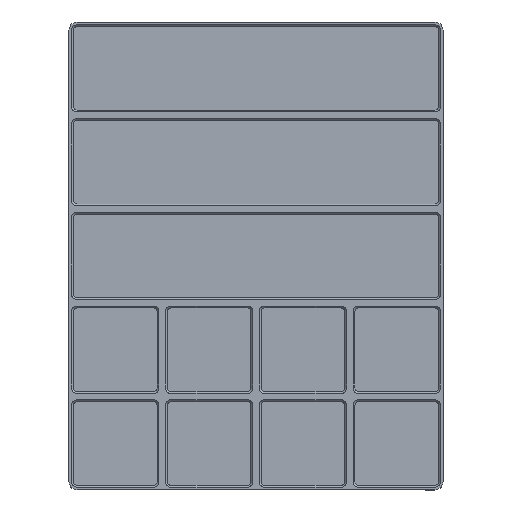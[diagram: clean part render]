
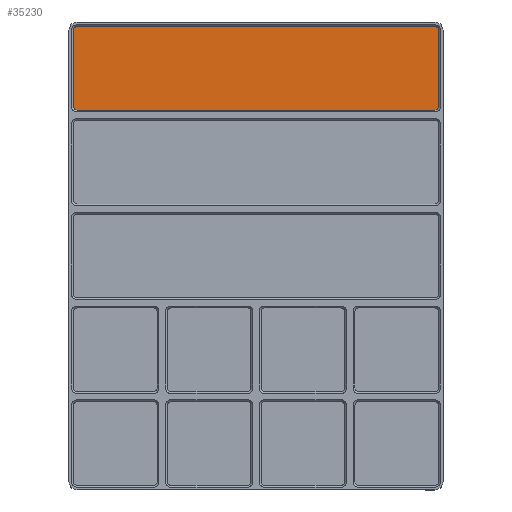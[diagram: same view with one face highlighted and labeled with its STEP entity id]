
A CAD part, top view. The second image highlights one B-rep face of the part: STEP entity #35230.
In plain terms, the highlighted planar face has unit normal (0, 0, 1).
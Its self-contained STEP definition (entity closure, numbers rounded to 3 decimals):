
#14950=CARTESIAN_POINT('',(129.85,291.75,7.));
#14960=VERTEX_POINT('',#14950);
#14990=CARTESIAN_POINT('',(129.85,290.15,7.));
#15000=DIRECTION('',(0.,0.,-1.));
#15010=DIRECTION('',(-1.,0.,0.));
#15020=AXIS2_PLACEMENT_3D('',#14990,#15000,#15010);
#15030=CIRCLE('',#15020,1.6);
#15040=CARTESIAN_POINT('',(128.25,290.15,7.));
#15050=VERTEX_POINT('',#15040);
#15060=EDGE_CURVE('',#15050,#14960,#15030,.T.);
#23770=CARTESIAN_POINT('',(291.75,289.,7.));
#23780=DIRECTION('',(0.,-1.,0.));
#23790=VECTOR('',#23780,1.);
#23800=LINE('',#23770,#23790);
#23810=CARTESIAN_POINT('',(291.75,290.15,7.));
#23820=VERTEX_POINT('',#23810);
#23830=CARTESIAN_POINT('',(291.75,255.85,7.));
#23840=VERTEX_POINT('',#23830);
#23850=EDGE_CURVE('',#23820,#23840,#23800,.T.);
#34670=CARTESIAN_POINT('',(147.,273.,7.));
#34680=DIRECTION('',(0.,0.,1.));
#34690=DIRECTION('',(1.,0.,0.));
#34700=AXIS2_PLACEMENT_3D('',#34670,#34680,#34690);
#34710=PLANE('',#34700);
#34720=ORIENTED_EDGE('',*,*,#15060,.F.);
#34730=CARTESIAN_POINT('',(257.,291.75,7.));
#34740=DIRECTION('',(1.,0.,0.));
#34750=VECTOR('',#34740,1.);
#34760=LINE('',#34730,#34750);
#34770=CARTESIAN_POINT('',(290.15,291.75,7.));
#34780=VERTEX_POINT('',#34770);
#34790=EDGE_CURVE('',#14960,#34780,#34760,.T.);
#34800=ORIENTED_EDGE('',*,*,#34790,.F.);
#34810=CARTESIAN_POINT('',(290.15,290.15,7.));
#34820=DIRECTION('',(0.,0.,-1.));
#34830=DIRECTION('',(-1.,0.,0.));
#34840=AXIS2_PLACEMENT_3D('',#34810,#34820,#34830);
#34850=CIRCLE('',#34840,1.6);
#34860=EDGE_CURVE('',#34780,#23820,#34850,.T.);
#34870=ORIENTED_EDGE('',*,*,#34860,.F.);
#34880=ORIENTED_EDGE('',*,*,#23850,.F.);
#34890=CARTESIAN_POINT('',(290.15,255.85,7.));
#34900=DIRECTION('',(0.,0.,-1.));
#34910=DIRECTION('',(-1.,0.,0.));
#34920=AXIS2_PLACEMENT_3D('',#34890,#34900,#34910);
#34930=CIRCLE('',#34920,1.6);
#34940=CARTESIAN_POINT('',(290.15,254.25,7.));
#34950=VERTEX_POINT('',#34940);
#34960=EDGE_CURVE('',#23840,#34950,#34930,.T.);
#34970=ORIENTED_EDGE('',*,*,#34960,.F.);
#34980=CARTESIAN_POINT('',(163.,254.25,7.));
#34990=DIRECTION('',(-1.,0.,0.));
#35000=VECTOR('',#34990,1.);
#35010=LINE('',#34980,#35000);
#35020=CARTESIAN_POINT('',(129.85,254.25,7.));
#35030=VERTEX_POINT('',#35020);
#35040=EDGE_CURVE('',#34950,#35030,#35010,.T.);
#35050=ORIENTED_EDGE('',*,*,#35040,.F.);
#35060=CARTESIAN_POINT('',(129.85,255.85,7.));
#35070=DIRECTION('',(0.,0.,-1.));
#35080=DIRECTION('',(-1.,0.,0.));
#35090=AXIS2_PLACEMENT_3D('',#35060,#35070,#35080);
#35100=CIRCLE('',#35090,1.6);
#35110=CARTESIAN_POINT('',(128.25,255.85,7.));
#35120=VERTEX_POINT('',#35110);
#35130=EDGE_CURVE('',#35030,#35120,#35100,.T.);
#35140=ORIENTED_EDGE('',*,*,#35130,.F.);
#35150=CARTESIAN_POINT('',(128.25,257.,7.));
#35160=DIRECTION('',(0.,1.,0.));
#35170=VECTOR('',#35160,1.);
#35180=LINE('',#35150,#35170);
#35190=EDGE_CURVE('',#35120,#15050,#35180,.T.);
#35200=ORIENTED_EDGE('',*,*,#35190,.F.);
#35210=EDGE_LOOP('',(#35200,#35140,#35050,#34970,#34880,#34870,#34800,
#34720));
#35220=FACE_OUTER_BOUND('',#35210,.T.);
#35230=ADVANCED_FACE('',(#35220),#34710,.T.);
